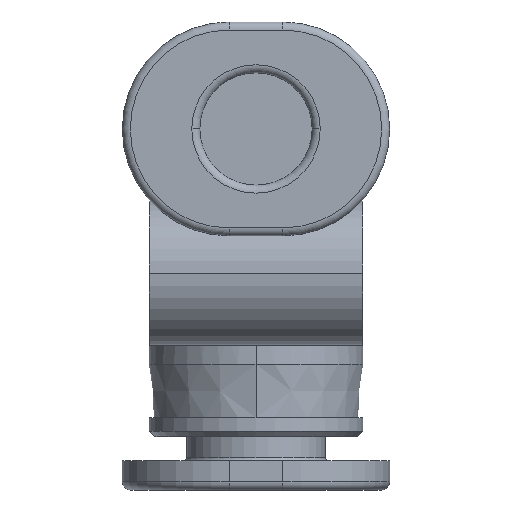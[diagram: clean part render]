
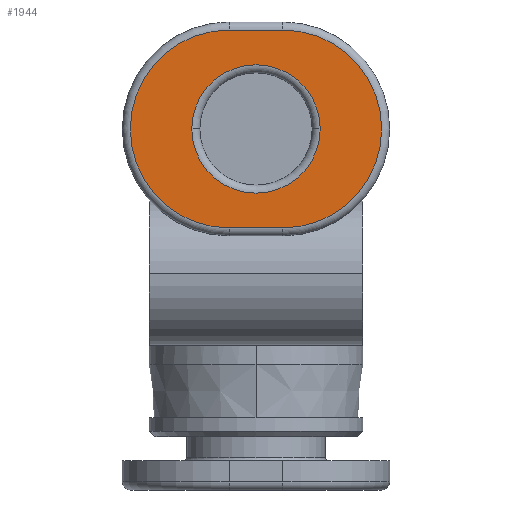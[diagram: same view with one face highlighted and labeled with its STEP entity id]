
A CAD part, front view. The second image highlights one B-rep face of the part: STEP entity #1944.
In plain terms, the highlighted planar face has unit normal (0, -1, 0).
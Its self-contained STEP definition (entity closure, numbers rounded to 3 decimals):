
#620=CARTESIAN_POINT('',(2.4,-8.75,4.75));
#621=VERTEX_POINT('',#620);
#629=CARTESIAN_POINT('',(-2.4,-8.75,4.75));
#630=VERTEX_POINT('',#629);
#631=CARTESIAN_POINT('',(0.0,-8.75,4.75));
#632=DIRECTION('',(0.0,-1.0,0.0));
#633=DIRECTION('',(1.0,0.0,0.0));
#634=AXIS2_PLACEMENT_3D('',#631,#632,#633);
#635=CIRCLE('',#634,2.4);
#636=EDGE_CURVE('',#621,#630,#635,.T.);
#1757=CARTESIAN_POINT('',(-1.0,-8.75,1.05));
#1758=VERTEX_POINT('',#1757);
#1759=CARTESIAN_POINT('',(-1.,-8.75,8.45));
#1760=VERTEX_POINT('',#1759);
#1761=CARTESIAN_POINT('',(-1.0,-8.75,4.75));
#1762=DIRECTION('',(0.0,1.0,0.0));
#1763=DIRECTION('',(-1.0,0.0,0.0));
#1764=AXIS2_PLACEMENT_3D('',#1761,#1762,#1763);
#1765=CIRCLE('',#1764,3.7);
#1766=EDGE_CURVE('',#1758,#1760,#1765,.T.);
#1801=CARTESIAN_POINT('',(1.,-8.75,8.45));
#1802=VERTEX_POINT('',#1801);
#1803=CARTESIAN_POINT('',(-1.,-8.75,8.45));
#1804=DIRECTION('',(1.0,0.0,0.0));
#1805=VECTOR('',#1804,2.);
#1806=LINE('',#1803,#1805);
#1807=EDGE_CURVE('',#1760,#1802,#1806,.T.);
#1841=CARTESIAN_POINT('',(1.0,-8.75,1.05));
#1842=VERTEX_POINT('',#1841);
#1850=CARTESIAN_POINT('',(1.0,-8.75,1.05));
#1851=DIRECTION('',(-1.0,0.0,0.0));
#1852=VECTOR('',#1851,2.0);
#1853=LINE('',#1850,#1852);
#1854=EDGE_CURVE('',#1842,#1758,#1853,.T.);
#1865=CARTESIAN_POINT('',(1.0,-8.75,4.75));
#1866=DIRECTION('',(0.,1.0,0.));
#1867=DIRECTION('',(1.0,0.,0.));
#1868=AXIS2_PLACEMENT_3D('',#1865,#1866,#1867);
#1869=CIRCLE('',#1868,3.7);
#1870=EDGE_CURVE('',#1802,#1842,#1869,.T.);
#1923=CARTESIAN_POINT('',(0.,-8.75,4.75));
#1924=DIRECTION('',(0.0,1.0,0.0));
#1925=DIRECTION('',(1.0,0.0,0.0));
#1926=AXIS2_PLACEMENT_3D('',#1923,#1924,#1925);
#1927=PLANE('',#1926);
#1928=ORIENTED_EDGE('',*,*,#1766,.F.);
#1929=ORIENTED_EDGE('',*,*,#1854,.F.);
#1930=ORIENTED_EDGE('',*,*,#1870,.F.);
#1931=ORIENTED_EDGE('',*,*,#1807,.F.);
#1932=EDGE_LOOP('',(#1928,#1929,#1930,#1931));
#1933=FACE_OUTER_BOUND('',#1932,.T.);
#1934=CARTESIAN_POINT('',(0.0,-8.75,4.75));
#1935=DIRECTION('',(0.0,-1.0,0.0));
#1936=DIRECTION('',(1.0,0.0,0.0));
#1937=AXIS2_PLACEMENT_3D('',#1934,#1935,#1936);
#1938=CIRCLE('',#1937,2.4);
#1939=EDGE_CURVE('',#630,#621,#1938,.T.);
#1940=ORIENTED_EDGE('',*,*,#1939,.F.);
#1941=ORIENTED_EDGE('',*,*,#636,.F.);
#1942=EDGE_LOOP('',(#1940,#1941));
#1943=FACE_BOUND('',#1942,.T.);
#1944=ADVANCED_FACE('',(#1933,#1943),#1927,.F.);
